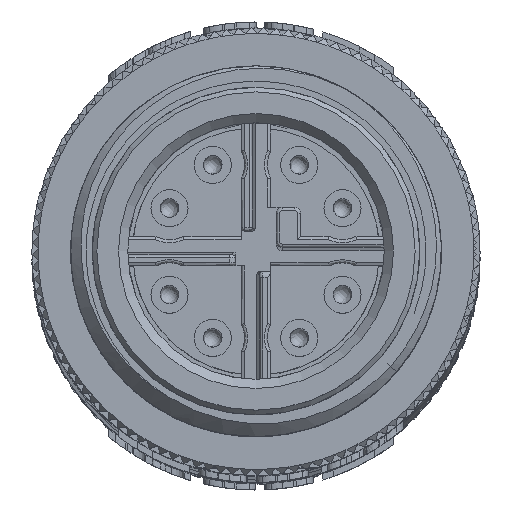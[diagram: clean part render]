
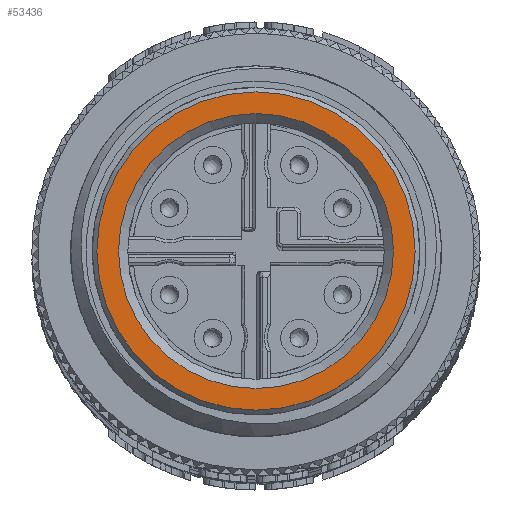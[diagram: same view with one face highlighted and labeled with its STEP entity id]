
A CAD part, top view. The second image highlights one B-rep face of the part: STEP entity #53436.
In plain terms, the highlighted face is planar.
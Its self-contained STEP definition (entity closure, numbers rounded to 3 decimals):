
#55 = EDGE_CURVE ( 'NONE', #33748, #33748, #2446, .T. ) ;
#2446 = CIRCLE ( 'NONE', #39709, 4.45 ) ;
#3396 = PLANE ( 'NONE',  #34974 ) ;
#4478 = CARTESIAN_POINT ( 'NONE',  ( 0., 0., 4.45 ) ) ;
#7304 = FACE_BOUND ( 'NONE', #36621, .T. ) ;
#7579 = DIRECTION ( 'NONE',  ( 0., 0., 1. ) ) ;
#12984 = VERTEX_POINT ( 'NONE', #39635 ) ;
#16248 = ORIENTED_EDGE ( 'NONE', *, *, #51680, .T. ) ;
#18572 = CARTESIAN_POINT ( 'NONE',  ( 0., 0., 0. ) ) ;
#21412 = EDGE_LOOP ( 'NONE', ( #16248 ) ) ;
#22698 = DIRECTION ( 'NONE',  ( 0., 0., 1. ) ) ;
#23955 = CARTESIAN_POINT ( 'NONE',  ( 0., 0., 0. ) ) ;
#24771 = CIRCLE ( 'NONE', #46650, 5.15 ) ;
#28114 = DIRECTION ( 'NONE',  ( 0., 0., 1. ) ) ;
#29411 = ORIENTED_EDGE ( 'NONE', *, *, #55, .T. ) ;
#30529 = FACE_OUTER_BOUND ( 'NONE', #21412, .T. ) ;
#32237 = DIRECTION ( 'NONE',  ( 0., 1., 0. ) ) ;
#33748 = VERTEX_POINT ( 'NONE', #4478 ) ;
#34974 = AXIS2_PLACEMENT_3D ( 'NONE', #40383, #32237, #7579 ) ;
#36621 = EDGE_LOOP ( 'NONE', ( #29411 ) ) ;
#39635 = CARTESIAN_POINT ( 'NONE',  ( 0., 0., 5.15 ) ) ;
#39709 = AXIS2_PLACEMENT_3D ( 'NONE', #18572, #47417, #22698 ) ;
#40383 = CARTESIAN_POINT ( 'NONE',  ( 0., 0., 0. ) ) ;
#46650 = AXIS2_PLACEMENT_3D ( 'NONE', #23955, #52821, #28114 ) ;
#47417 = DIRECTION ( 'NONE',  ( 0., -1., 0. ) ) ;
#51680 = EDGE_CURVE ( 'NONE', #12984, #12984, #24771, .T. ) ;
#52821 = DIRECTION ( 'NONE',  ( 0., 1., 0. ) ) ;
#53436 = ADVANCED_FACE ( 'NONE', ( #7304, #30529 ), #3396, .T. ) ;
